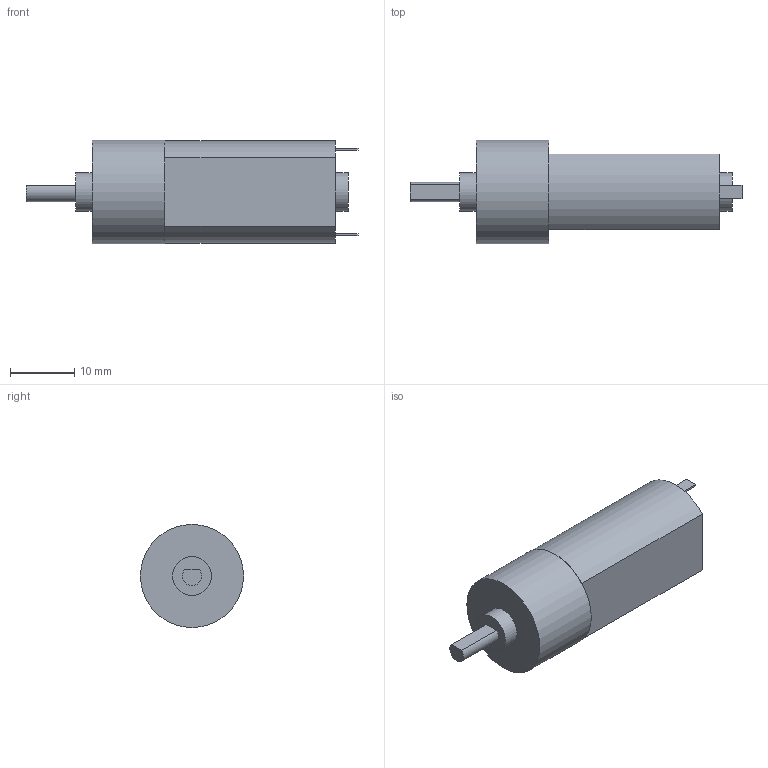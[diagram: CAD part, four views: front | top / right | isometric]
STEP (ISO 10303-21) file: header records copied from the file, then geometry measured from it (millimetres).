
FILE_DESCRIPTION(/* description */ (''),/* implementation_level */ '2;1');
FILE_NAME(/* name */ '16mm diameter 1000rpm 12v motor v1.step',/* time_stamp */ '2022-09-14T22:44:25-06:00',/* author */ (''),/* organization */ (''),/* preprocessor_version */ 'ST-DEVELOPER v19',/* originating_system */ 'Autodesk Translation Framework v11.7.0.108',/* authorisation */ '');
FILE_SCHEMA (('AUTOMOTIVE_DESIGN { 1 0 10303 214 3 1 1 }'));
Length unit declared in the file: millimetre
Products named in the file (1): 16mm diameter 1000rpm 12v motor
Bounding box: 51.49 x 16 x 16 mm (x, y, z)
Volume: 6877.3 mm3; surface area: 2420.4 mm2
Topology: 1 solids, 1 shells, 25 faces, 51 edges, 34 vertices
Faces by surface type: plane 19, cylinder 6
Full cylindrical faces by diameter (mm): 5.9 x1, 6 x1, 16 x1
Entity records: 690 total; most frequent: DIRECTION 115, CARTESIAN_POINT 111, ORIENTED_EDGE 102, EDGE_CURVE 51, LINE 39, VECTOR 39, AXIS2_PLACEMENT_3D 38, VERTEX_POINT 34
